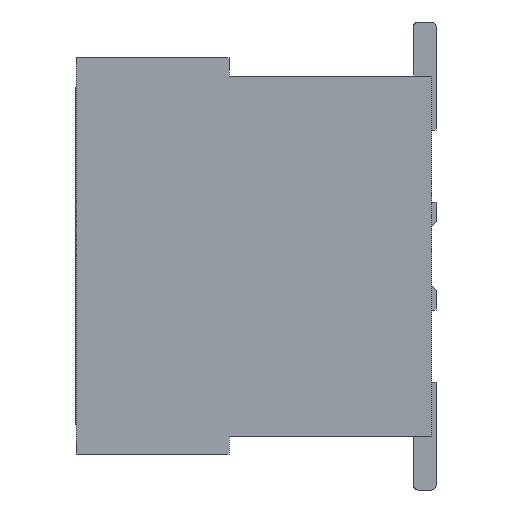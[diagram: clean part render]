
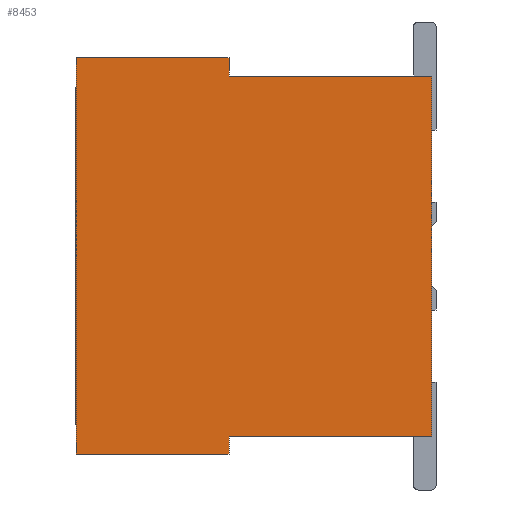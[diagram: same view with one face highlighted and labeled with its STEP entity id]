
A CAD part, left-side view. The second image highlights one B-rep face of the part: STEP entity #8453.
In plain terms, the highlighted planar face has unit normal (-1, 0, 0).
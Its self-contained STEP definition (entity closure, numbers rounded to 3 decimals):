
#266 = EDGE_CURVE ( 'NONE', #27955, #24918, #23819, .T. ) ;
#604 = EDGE_CURVE ( 'NONE', #6400, #24631, #1079, .T. ) ;
#724 = CARTESIAN_POINT ( 'NONE',  ( 0.15, 2.95, -2.2 ) ) ;
#1052 = VECTOR ( 'NONE', #27128, 1000. ) ;
#1079 = LINE ( 'NONE', #4493, #1052 ) ;
#2843 = EDGE_CURVE ( 'NONE', #24631, #37837, #16744, .T. ) ;
#3143 = CARTESIAN_POINT ( 'NONE',  ( 0.15, 2.95, -2.2 ) ) ;
#3229 = DIRECTION ( 'NONE',  ( 0., 1., 0. ) ) ;
#3393 = ORIENTED_EDGE ( 'NONE', *, *, #26297, .T. ) ;
#3485 = LINE ( 'NONE', #16723, #28333 ) ;
#4389 = DIRECTION ( 'NONE',  ( 0., -1., 0. ) ) ;
#4493 = CARTESIAN_POINT ( 'NONE',  ( 0.15, 2.1, -2.2 ) ) ;
#4803 = VECTOR ( 'NONE', #13299, 1000. ) ;
#5597 = CARTESIAN_POINT ( 'NONE',  ( 0.15, 2.95, 2.2 ) ) ;
#6400 = VERTEX_POINT ( 'NONE', #7761 ) ;
#7224 = CARTESIAN_POINT ( 'NONE',  ( 0.15, 1.25, -2. ) ) ;
#7761 = CARTESIAN_POINT ( 'NONE',  ( 0.15, 1.25, -2.2 ) ) ;
#8453 = ADVANCED_FACE ( 'NONE', ( #30977 ), #41003, .F. ) ;
#8917 = ORIENTED_EDGE ( 'NONE', *, *, #266, .T. ) ;
#9528 = EDGE_CURVE ( 'NONE', #32062, #26783, #36335, .T. ) ;
#10422 = CARTESIAN_POINT ( 'NONE',  ( 0.15, 1.25, 2.2 ) ) ;
#12144 = CARTESIAN_POINT ( 'NONE',  ( 0.15, -1., 2. ) ) ;
#13299 = DIRECTION ( 'NONE',  ( 0., 0., 1. ) ) ;
#14554 = CARTESIAN_POINT ( 'NONE',  ( 0.15, 1.475, 0. ) ) ;
#14814 = EDGE_CURVE ( 'NONE', #37837, #26783, #24848, .T. ) ;
#14973 = DIRECTION ( 'NONE',  ( 1., 0., 0. ) ) ;
#15064 = EDGE_LOOP ( 'NONE', ( #8917, #35375, #3393, #27492, #22647, #31194, #23997, #24960 ) ) ;
#16668 = LINE ( 'NONE', #35677, #36117 ) ;
#16723 = CARTESIAN_POINT ( 'NONE',  ( 0.15, 1.25, -2. ) ) ;
#16744 = LINE ( 'NONE', #724, #28928 ) ;
#19743 = AXIS2_PLACEMENT_3D ( 'NONE', #14554, #14973, #30557 ) ;
#22431 = LINE ( 'NONE', #35025, #39850 ) ;
#22647 = ORIENTED_EDGE ( 'NONE', *, *, #14814, .F. ) ;
#22911 = CARTESIAN_POINT ( 'NONE',  ( 0.15, 1.25, 2. ) ) ;
#23197 = CARTESIAN_POINT ( 'NONE',  ( 0.15, -1., -2. ) ) ;
#23487 = VECTOR ( 'NONE', #40855, 1000. ) ;
#23744 = CARTESIAN_POINT ( 'NONE',  ( 0.15, 1.25, 2. ) ) ;
#23819 = LINE ( 'NONE', #36829, #26542 ) ;
#23997 = ORIENTED_EDGE ( 'NONE', *, *, #604, .F. ) ;
#24631 = VERTEX_POINT ( 'NONE', #3143 ) ;
#24848 = LINE ( 'NONE', #27842, #23487 ) ;
#24918 = VERTEX_POINT ( 'NONE', #23197 ) ;
#24960 = ORIENTED_EDGE ( 'NONE', *, *, #33182, .F. ) ;
#25740 = DIRECTION ( 'NONE',  ( 0., 0., 1. ) ) ;
#26297 = EDGE_CURVE ( 'NONE', #36290, #32062, #16668, .T. ) ;
#26542 = VECTOR ( 'NONE', #4389, 1000. ) ;
#26783 = VERTEX_POINT ( 'NONE', #10422 ) ;
#27128 = DIRECTION ( 'NONE',  ( 0., 1., 0. ) ) ;
#27492 = ORIENTED_EDGE ( 'NONE', *, *, #9528, .T. ) ;
#27842 = CARTESIAN_POINT ( 'NONE',  ( 0.15, 1.475, 2.2 ) ) ;
#27955 = VERTEX_POINT ( 'NONE', #7224 ) ;
#28333 = VECTOR ( 'NONE', #36143, 1000. ) ;
#28928 = VECTOR ( 'NONE', #25740, 1000. ) ;
#30557 = DIRECTION ( 'NONE',  ( 0., 1., 0. ) ) ;
#30977 = FACE_OUTER_BOUND ( 'NONE', #15064, .T. ) ;
#31194 = ORIENTED_EDGE ( 'NONE', *, *, #2843, .F. ) ;
#32062 = VERTEX_POINT ( 'NONE', #22911 ) ;
#33182 = EDGE_CURVE ( 'NONE', #27955, #6400, #3485, .T. ) ;
#34809 = DIRECTION ( 'NONE',  ( 0., 0., 1. ) ) ;
#35025 = CARTESIAN_POINT ( 'NONE',  ( 0.15, -1., -2. ) ) ;
#35375 = ORIENTED_EDGE ( 'NONE', *, *, #41546, .T. ) ;
#35677 = CARTESIAN_POINT ( 'NONE',  ( 0.15, 0.625, 2. ) ) ;
#36117 = VECTOR ( 'NONE', #3229, 1000. ) ;
#36143 = DIRECTION ( 'NONE',  ( 0., 0., -1. ) ) ;
#36290 = VERTEX_POINT ( 'NONE', #12144 ) ;
#36335 = LINE ( 'NONE', #23744, #4803 ) ;
#36829 = CARTESIAN_POINT ( 'NONE',  ( 0.15, 1.475, -2. ) ) ;
#37837 = VERTEX_POINT ( 'NONE', #5597 ) ;
#39850 = VECTOR ( 'NONE', #34809, 1000. ) ;
#40855 = DIRECTION ( 'NONE',  ( 0., -1., 0. ) ) ;
#41003 = PLANE ( 'NONE',  #19743 ) ;
#41546 = EDGE_CURVE ( 'NONE', #24918, #36290, #22431, .T. ) ;
